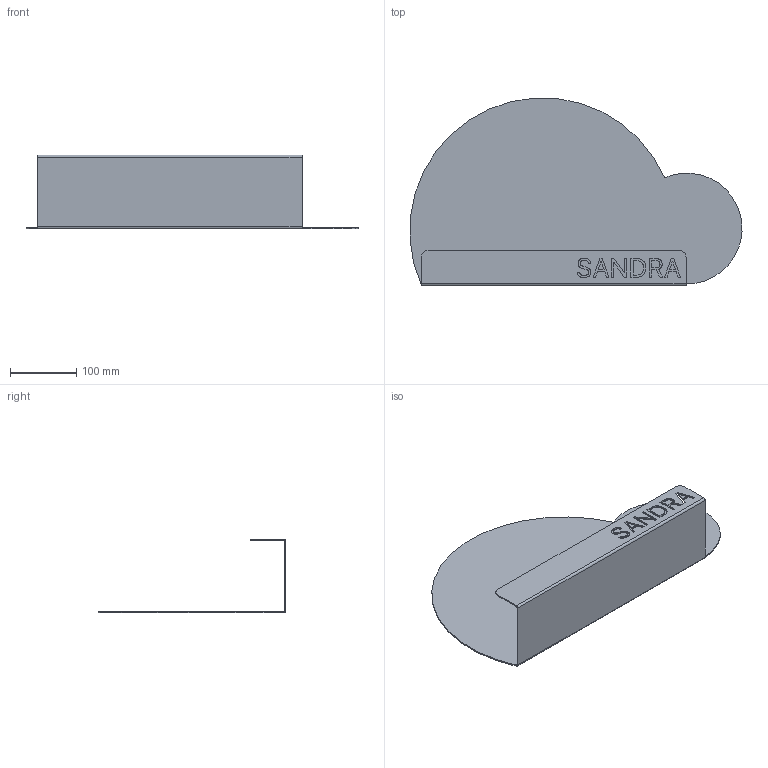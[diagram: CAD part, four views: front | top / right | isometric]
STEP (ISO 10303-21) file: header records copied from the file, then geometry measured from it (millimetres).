
FILE_DESCRIPTION(('FreeCAD Model'),'2;1');
FILE_NAME('Estanteria_Nube.step', '2016-03-10T13:38:24',('Author'),(''), 'Open CASCADE STEP processor 6.8','FreeCAD','Unknown');
FILE_SCHEMA(('AUTOMOTIVE_DESIGN_CC2 { 1 2 10303 214 -1 1 5 4 }'));
Length unit declared in the file: millimetre
Products named in the file (2): ASSEMBLY; Fillet
Assembly tree (1 placements, depth 2):
  ASSEMBLY
    Fillet
Bounding box: 499.52 x 282.62 x 111 mm (x, y, z)
Volume: 342528.9 mm3; surface area: 347586.6 mm2
Topology: 5 solids, 5 shells, 164 faces, 462 edges, 308 vertices
Faces by surface type: plane 80, extrusion 76, cylinder 8
Entity records: 57037 total; most frequent: CARTESIAN_POINT 47944, DIRECTION 940, ORIENTED_EDGE 924, PCURVE 924, DEFINITIONAL_REPRESENTATION 924, B_SPLINE_CURVE_WITH_KNOTS 780, VECTOR 726, LINE 650
